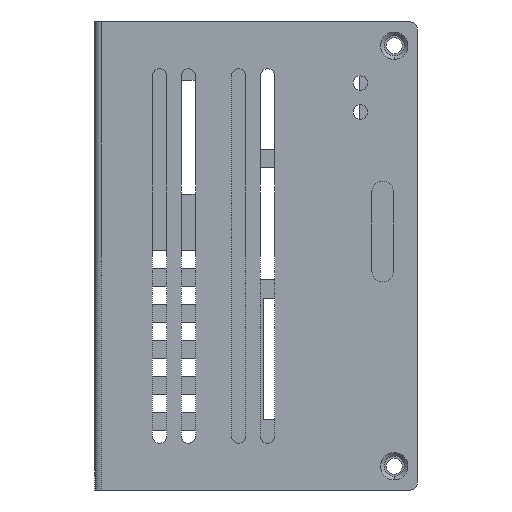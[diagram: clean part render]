
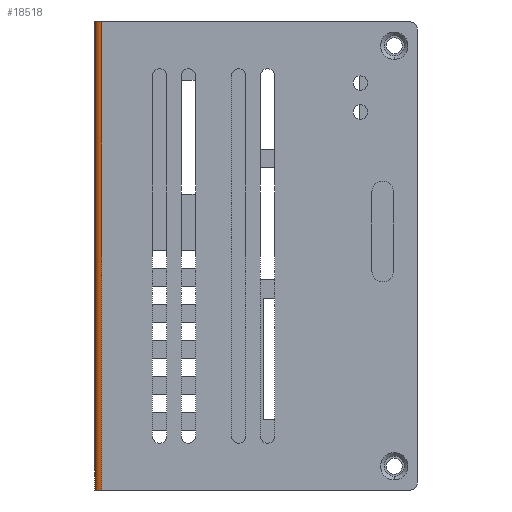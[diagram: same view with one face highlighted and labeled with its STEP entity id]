
A CAD part, left-side view. The second image highlights one B-rep face of the part: STEP entity #18518.
In plain terms, the highlighted cylindrical face has radius 1 mm (diameter 2 mm), a partial arc.
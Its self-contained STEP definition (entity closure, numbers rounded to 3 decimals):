
#12662=CARTESIAN_POINT('',(-45.3,43.8,-32.5));
#12663=DIRECTION('',(0.,0.,-1.));
#12664=DIRECTION('',(-1.,0.,0.));
#12665=AXIS2_PLACEMENT_3D('',#12662,#12663,#12664);
#12707=CARTESIAN_POINT('',(-45.3,43.8,32.5));
#12708=DIRECTION('',(0.,0.,1.));
#12709=DIRECTION('',(0.,1.,0.));
#12710=AXIS2_PLACEMENT_3D('',#12707,#12708,#12709);
#13762=DIRECTION('',(0.,0.,1.));
#13763=VECTOR('',#13762,65.);
#13764=CARTESIAN_POINT('',(-46.3,43.8,-32.5));
#13765=LINE('',#13764,#13763);
#13883=DIRECTION('',(0.,0.,1.));
#13884=VECTOR('',#13883,65.);
#13885=CARTESIAN_POINT('',(-45.3,44.8,-32.5));
#13886=LINE('',#13885,#13884);
#15425=CARTESIAN_POINT('',(-45.3,44.8,32.5));
#15426=CARTESIAN_POINT('',(-46.3,43.8,32.5));
#15427=VERTEX_POINT('',#15425);
#15428=VERTEX_POINT('',#15426);
#15429=CARTESIAN_POINT('',(-46.3,43.8,-32.5));
#15430=VERTEX_POINT('',#15429);
#15431=CARTESIAN_POINT('',(-45.3,44.8,-32.5));
#15432=VERTEX_POINT('',#15431);
#18506=CARTESIAN_POINT('',(-45.3,43.8,-117.234));
#18507=DIRECTION('',(0.,0.,1.));
#18508=DIRECTION('',(0.,1.,0.));
#18509=AXIS2_PLACEMENT_3D('',#18506,#18507,#18508);
#18510=CYLINDRICAL_SURFACE('',#18509,1.);
#18511=ORIENTED_EDGE('',*,*,#17551,.T.);
#18512=ORIENTED_EDGE('',*,*,#18114,.F.);
#18513=ORIENTED_EDGE('',*,*,#17499,.T.);
#18515=ORIENTED_EDGE('',*,*,#18514,.T.);
#18516=EDGE_LOOP('',(#18511,#18512,#18513,#18515));
#18517=FACE_OUTER_BOUND('',#18516,.F.);
#18518=ADVANCED_FACE('',(#18517),#18510,.T.);
#12666=CIRCLE('',#12665,1.);
#12711=CIRCLE('',#12710,1.);
#17499=EDGE_CURVE('',#15430,#15432,#12666,.T.);
#17551=EDGE_CURVE('',#15427,#15428,#12711,.T.);
#18114=EDGE_CURVE('',#15430,#15428,#13765,.T.);
#18514=EDGE_CURVE('',#15432,#15427,#13886,.T.);
